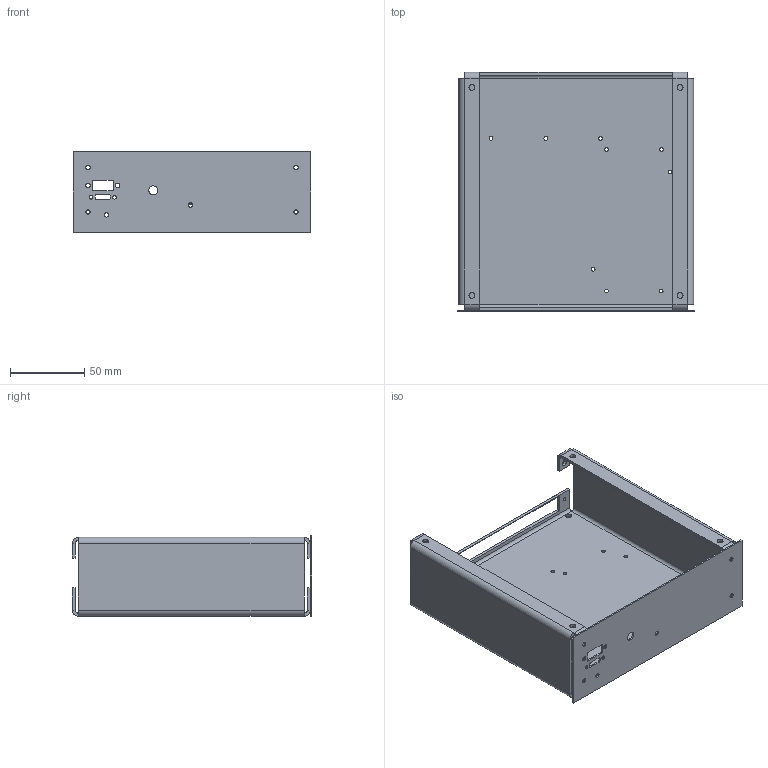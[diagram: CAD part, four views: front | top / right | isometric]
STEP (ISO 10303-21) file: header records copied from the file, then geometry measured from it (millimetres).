
FILE_DESCRIPTION(('FreeCAD Model'),'2;1');
FILE_NAME('Open CASCADE Shape Model','2024-09-01T22:39:22',(''),(''), 'Open CASCADE STEP processor 7.7','FreeCAD','Unknown');
FILE_SCHEMA(('AUTOMOTIVE_DESIGN { 1 0 10303 214 1 1 1 1 }'));
Length unit declared in the file: millimetre
Products named in the file (1): Front
Bounding box: 160 x 161 x 54 mm (x, y, z)
Volume: 99387 mm3; surface area: 110072.9 mm2
Topology: 1 solids, 1 shells, 149 faces, 352 edges, 208 vertices
Faces by surface type: plane 89, cylinder 60
Full cylindrical faces by diameter (mm): 2.5 x15, 3 x8, 4 x12, 6 x1
Entity records: 4376 total; most frequent: DIRECTION 772, CARTESIAN_POINT 710, ORIENTED_EDGE 704, EDGE_CURVE 352, AXIS2_PLACEMENT_3D 270, LINE 232, VECTOR 232, FACE_BOUND 226
